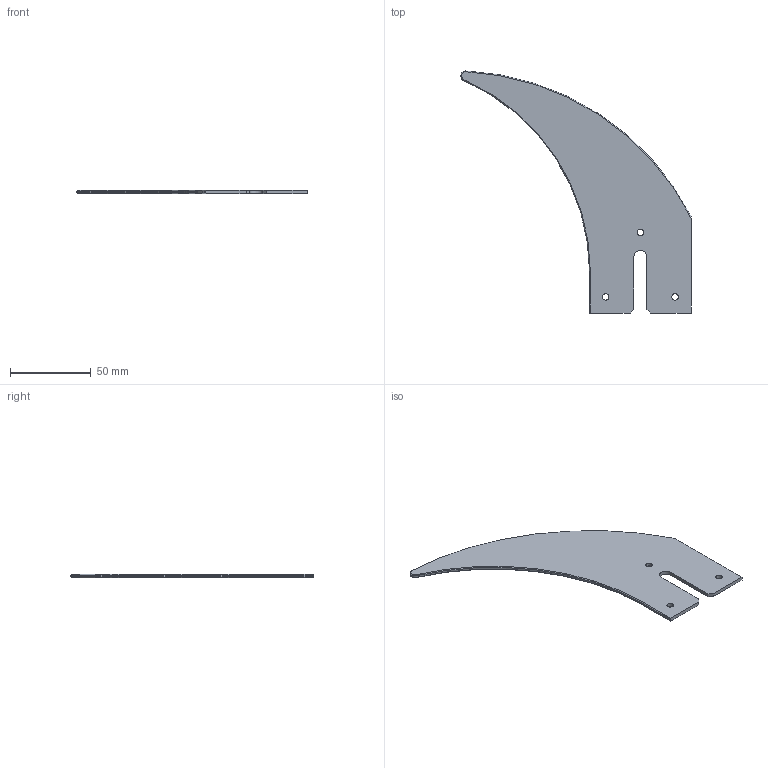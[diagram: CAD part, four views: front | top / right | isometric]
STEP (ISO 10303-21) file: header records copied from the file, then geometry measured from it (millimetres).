
FILE_DESCRIPTION (( 'STEP AP214' ), '1' );
FILE_NAME ('02-003 - Combiné à bois - Boitier de puissance - Couteau diviseur.STEP', '2021-04-22T17:53:15', ( '' ), ( '' ), 'SwSTEP 2.0', 'SolidWorks 2020', '' );
FILE_SCHEMA (( 'AUTOMOTIVE_DESIGN' ));
Length unit declared in the file: millimetre
Products named in the file (1): 02-003 - Combiné à bois - Boitier de puissance - Couteau diviseur
Bounding box: 142.86 x 150.15 x 2.2 mm (x, y, z)
Volume: 18377.7 mm3; surface area: 17877.5 mm2
Topology: 1 solids, 1 shells, 30 faces, 77 edges, 49 vertices
Faces by surface type: plane 12, cylinder 11, cone 7
Entity records: 966 total; most frequent: CARTESIAN_POINT 175, DIRECTION 162, ORIENTED_EDGE 154, EDGE_CURVE 77, AXIS2_PLACEMENT_3D 60, VERTEX_POINT 49, LINE 42, VECTOR 42
